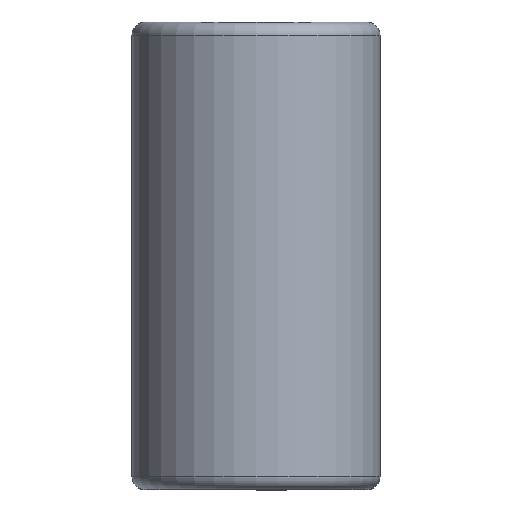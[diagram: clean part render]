
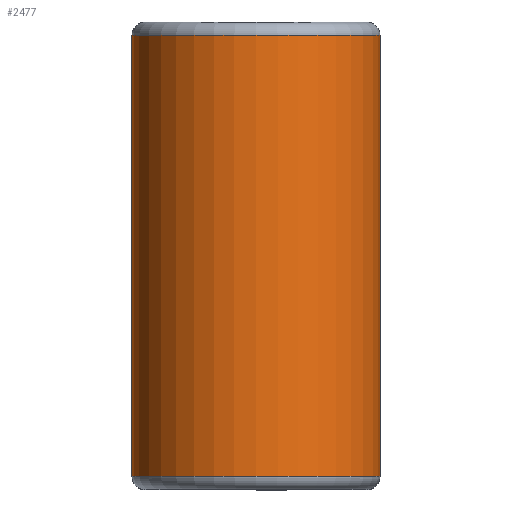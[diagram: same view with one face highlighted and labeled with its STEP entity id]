
A CAD part, top view. The second image highlights one B-rep face of the part: STEP entity #2477.
In plain terms, the highlighted cylindrical face has radius 7.163 mm (diameter 14.326 mm), a partial arc.
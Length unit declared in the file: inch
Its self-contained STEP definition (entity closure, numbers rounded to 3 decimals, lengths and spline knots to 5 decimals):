
#53 = CARTESIAN_POINT ( 'NONE',  ( -0.282, -0.50125, 0.375 ) ) ;
#103 = EDGE_LOOP ( 'NONE', ( #2903, #3002, #2966, #2262 ) ) ;
#163 = EDGE_CURVE ( 'NONE', #2894, #1246, #2259, .T. ) ;
#200 = CIRCLE ( 'NONE', #2703, 0.282 ) ;
#305 = CARTESIAN_POINT ( 'NONE',  ( 0., -0.50125, 0.375 ) ) ;
#518 = EDGE_CURVE ( 'NONE', #1428, #1246, #1006, .T. ) ;
#552 = DIRECTION ( 'NONE',  ( 0., 0., -1. ) ) ;
#636 = CARTESIAN_POINT ( 'NONE',  ( 0., 0.5, 0.375 ) ) ;
#996 = AXIS2_PLACEMENT_3D ( 'NONE', #2788, #2690, #2662 ) ;
#1006 = LINE ( 'NONE', #2785, #1403 ) ;
#1176 = DIRECTION ( 'NONE',  ( 0., 1., 0. ) ) ;
#1230 = CARTESIAN_POINT ( 'NONE',  ( 0.282, -0.50125, 0.375 ) ) ;
#1239 = AXIS2_PLACEMENT_3D ( 'NONE', #636, #1798, #2252 ) ;
#1246 = VERTEX_POINT ( 'NONE', #2952 ) ;
#1287 = FACE_OUTER_BOUND ( 'NONE', #103, .T. ) ;
#1403 = VECTOR ( 'NONE', #1176, 39.37008 ) ;
#1417 = VERTEX_POINT ( 'NONE', #1230 ) ;
#1428 = VERTEX_POINT ( 'NONE', #53 ) ;
#1627 = EDGE_CURVE ( 'NONE', #1417, #2894, #2002, .T. ) ;
#1798 = DIRECTION ( 'NONE',  ( 0., -1., 0. ) ) ;
#1845 = EDGE_CURVE ( 'NONE', #1417, #1428, #200, .T. ) ;
#1883 = DIRECTION ( 'NONE',  ( 0., 1., 0. ) ) ;
#1922 = VECTOR ( 'NONE', #1883, 39.37008 ) ;
#1944 = DIRECTION ( 'NONE',  ( 0., -1., 0. ) ) ;
#2002 = LINE ( 'NONE', #2251, #1922 ) ;
#2143 = CYLINDRICAL_SURFACE ( 'NONE', #1239, 0.282 ) ;
#2251 = CARTESIAN_POINT ( 'NONE',  ( 0.282, 0.50125, 0.375 ) ) ;
#2252 = DIRECTION ( 'NONE',  ( 0., 0., -1. ) ) ;
#2259 = CIRCLE ( 'NONE', #996, 0.282 ) ;
#2262 = ORIENTED_EDGE ( 'NONE', *, *, #1845, .F. ) ;
#2358 = CARTESIAN_POINT ( 'NONE',  ( 0.282, 0.50125, 0.375 ) ) ;
#2477 = ADVANCED_FACE ( 'NONE', ( #1287 ), #2143, .T. ) ;
#2662 = DIRECTION ( 'NONE',  ( 0., 0., -1. ) ) ;
#2690 = DIRECTION ( 'NONE',  ( 0., -1., 0. ) ) ;
#2703 = AXIS2_PLACEMENT_3D ( 'NONE', #305, #1944, #552 ) ;
#2785 = CARTESIAN_POINT ( 'NONE',  ( -0.282, 0.50125, 0.375 ) ) ;
#2788 = CARTESIAN_POINT ( 'NONE',  ( 0., 0.50125, 0.375 ) ) ;
#2894 = VERTEX_POINT ( 'NONE', #2358 ) ;
#2903 = ORIENTED_EDGE ( 'NONE', *, *, #1627, .T. ) ;
#2952 = CARTESIAN_POINT ( 'NONE',  ( -0.282, 0.50125, 0.375 ) ) ;
#2966 = ORIENTED_EDGE ( 'NONE', *, *, #518, .F. ) ;
#3002 = ORIENTED_EDGE ( 'NONE', *, *, #163, .T. ) ;
